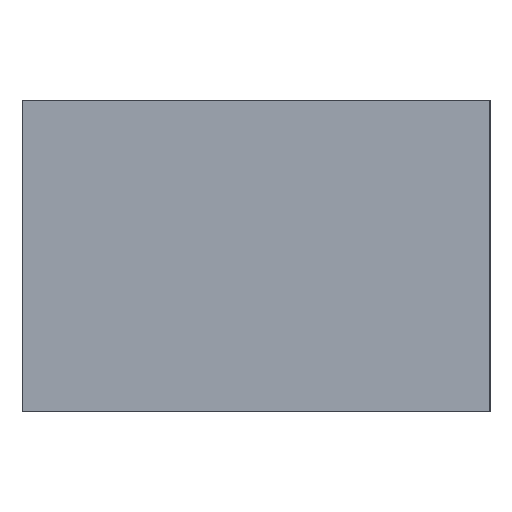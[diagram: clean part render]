
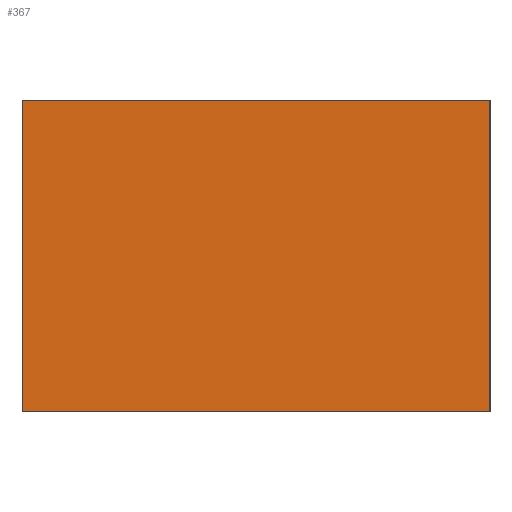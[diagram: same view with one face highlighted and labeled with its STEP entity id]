
A CAD part, left-side view. The second image highlights one B-rep face of the part: STEP entity #367.
In plain terms, the highlighted planar face has unit normal (-1, -0.002, 0).
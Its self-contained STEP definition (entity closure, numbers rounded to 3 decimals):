
#170=CARTESIAN_POINT('',(61.3,162.5,28.));
#171=VERTEX_POINT('',#170);
#178=CARTESIAN_POINT('',(61.3,162.5,-4.));
#179=VERTEX_POINT('',#178);
#180=CARTESIAN_POINT('',(61.3,162.5,28.));
#181=DIRECTION('',(0.,-0.,-1.));
#182=VECTOR('',#181,32.);
#183=LINE('',#180,#182);
#184=EDGE_CURVE('',#171,#179,#183,.T.);
#278=CARTESIAN_POINT('',(61.2,210.6,28.));
#279=VERTEX_POINT('',#278);
#286=CARTESIAN_POINT('',(61.3,162.5,28.));
#287=DIRECTION('',(-0.002,1.,-0.));
#288=VECTOR('',#287,48.1);
#289=LINE('',#286,#288);
#290=EDGE_CURVE('',#171,#279,#289,.T.);
#334=CARTESIAN_POINT('',(61.2,210.6,-4.));
#335=VERTEX_POINT('',#334);
#342=CARTESIAN_POINT('',(61.2,210.6,28.));
#343=DIRECTION('',(0.,-0.,-1.));
#344=VECTOR('',#343,32.);
#345=LINE('',#342,#344);
#346=EDGE_CURVE('',#279,#335,#345,.T.);
#351=CARTESIAN_POINT('',(61.25,186.55,31.));
#352=DIRECTION('',(1.,0.002,-0.));
#353=DIRECTION('',(-0.002,1.,-0.));
#354=AXIS2_PLACEMENT_3D('',#351,#352,#353);
#355=PLANE('',#354);
#356=ORIENTED_EDGE('',*,*,#184,.F.);
#357=ORIENTED_EDGE('',*,*,#290,.T.);
#358=ORIENTED_EDGE('',*,*,#346,.T.);
#359=CARTESIAN_POINT('',(61.2,210.6,-4.));
#360=DIRECTION('',(0.002,-1.,0.));
#361=VECTOR('',#360,48.1);
#362=LINE('',#359,#361);
#363=EDGE_CURVE('',#335,#179,#362,.T.);
#364=ORIENTED_EDGE('',*,*,#363,.T.);
#365=EDGE_LOOP('',(#356,#357,#358,#364));
#366=FACE_BOUND('',#365,.T.);
#367=ADVANCED_FACE('',(#366),#355,.F.);
